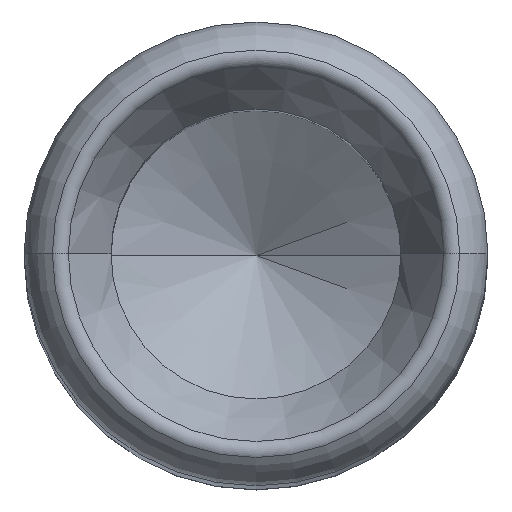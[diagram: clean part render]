
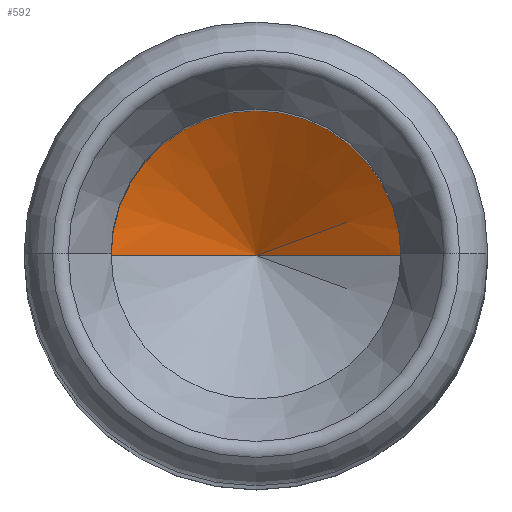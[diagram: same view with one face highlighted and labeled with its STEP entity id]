
A CAD part, top view. The second image highlights one B-rep face of the part: STEP entity #592.
In plain terms, the highlighted conical face has half-angle 59 degrees and reference radius 6.25 mm.
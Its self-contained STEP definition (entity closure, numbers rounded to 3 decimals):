
#11 = DIRECTION ( 'NONE',  ( 0., 0., 1. ) ) ;
#14 = DIRECTION ( 'NONE',  ( 1., 0., 0. ) ) ;
#43 = CARTESIAN_POINT ( 'NONE',  ( 0., 0., 70. ) ) ;
#62 = ORIENTED_EDGE ( 'NONE', *, *, #435, .F. ) ;
#64 = EDGE_CURVE ( 'NONE', #195, #716, #334, .T. ) ;
#121 = LINE ( 'NONE', #240, #201 ) ;
#148 = CARTESIAN_POINT ( 'NONE',  ( 6.25, 0., 70. ) ) ;
#150 = DIRECTION ( 'NONE',  ( 1., 0., 0. ) ) ;
#177 = VECTOR ( 'NONE', #411, 1000. ) ;
#195 = VERTEX_POINT ( 'NONE', #148 ) ;
#201 = VECTOR ( 'NONE', #351, 1000. ) ;
#207 = AXIS2_PLACEMENT_3D ( 'NONE', #625, #11, #14 ) ;
#240 = CARTESIAN_POINT ( 'NONE',  ( 6.25, 0., 70. ) ) ;
#256 = CONICAL_SURFACE ( 'NONE', #207, 6.25, 1.03 ) ;
#281 = FACE_OUTER_BOUND ( 'NONE', #621, .T. ) ;
#334 = CIRCLE ( 'NONE', #699, 6.25 ) ;
#351 = DIRECTION ( 'NONE',  ( 0.857, 0., 0.515 ) ) ;
#377 = LINE ( 'NONE', #578, #177 ) ;
#411 = DIRECTION ( 'NONE',  ( -0.857, 0., 0.515 ) ) ;
#430 = DIRECTION ( 'NONE',  ( 0., 0., 1. ) ) ;
#435 = EDGE_CURVE ( 'NONE', #602, #716, #377, .T. ) ;
#520 = ORIENTED_EDGE ( 'NONE', *, *, #687, .T. ) ;
#563 = CARTESIAN_POINT ( 'NONE',  ( 0., 0., 66.245 ) ) ;
#573 = CARTESIAN_POINT ( 'NONE',  ( -6.25, 0., 70. ) ) ;
#578 = CARTESIAN_POINT ( 'NONE',  ( -6.25, 0., 70. ) ) ;
#592 = ADVANCED_FACE ( 'NONE', ( #281 ), #256, .F. ) ;
#602 = VERTEX_POINT ( 'NONE', #563 ) ;
#621 = EDGE_LOOP ( 'NONE', ( #62, #520, #682 ) ) ;
#625 = CARTESIAN_POINT ( 'NONE',  ( 0., 0., 70. ) ) ;
#682 = ORIENTED_EDGE ( 'NONE', *, *, #64, .T. ) ;
#687 = EDGE_CURVE ( 'NONE', #602, #195, #121, .T. ) ;
#699 = AXIS2_PLACEMENT_3D ( 'NONE', #43, #430, #150 ) ;
#716 = VERTEX_POINT ( 'NONE', #573 ) ;
